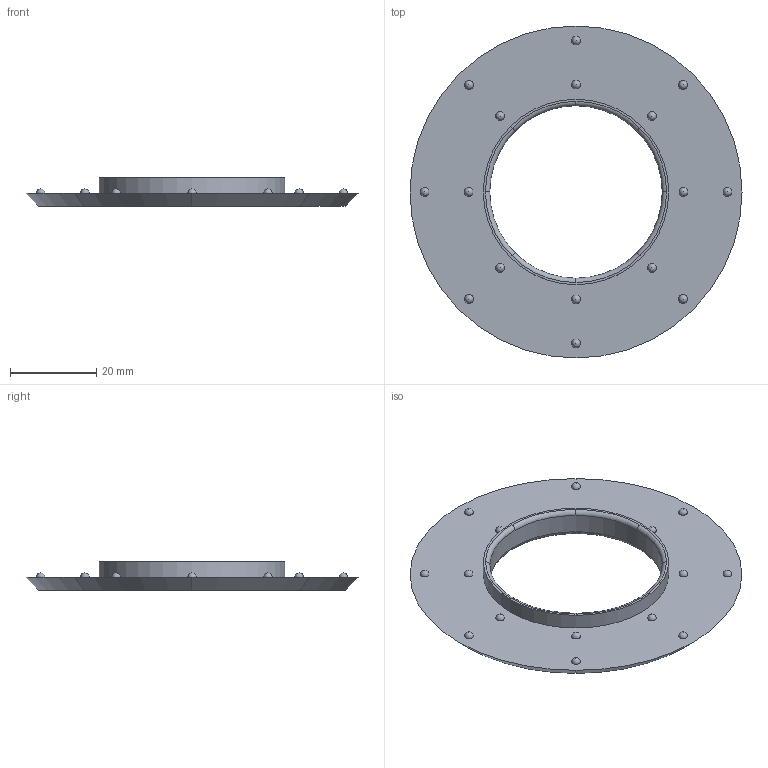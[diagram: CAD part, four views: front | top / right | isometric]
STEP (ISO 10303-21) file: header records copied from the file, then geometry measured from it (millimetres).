
FILE_DESCRIPTION(('FreeCAD Model'),'2;1');
FILE_NAME('Open CASCADE Shape Model','2025-04-18T23:11:14',(''),(''), 'Open CASCADE STEP processor 7.8','FreeCAD','Unknown');
FILE_SCHEMA(('AUTOMOTIVE_DESIGN { 1 0 10303 214 1 1 1 1 }'));
Length unit declared in the file: millimetre
Products named in the file (1): outer
Bounding box: 77 x 77 x 6.6 mm (x, y, z)
Volume: 9822.7 mm3; surface area: 8347.8 mm2
Topology: 1 solids, 1 shells, 44 faces, 135 edges, 94 vertices
Faces by surface type: sphere 16, torus 14, cone 8, plane 3, cylinder 2, bspline 1
Full cylindrical faces by diameter (mm): 40 x1, 43 x1
Entity records: 1571 total; most frequent: DIRECTION 308, CARTESIAN_POINT 299, ORIENTED_EDGE 238, AXIS2_PLACEMENT_3D 150, EDGE_CURVE 119, CIRCLE 106, VERTEX_POINT 94, FACE_BOUND 63
